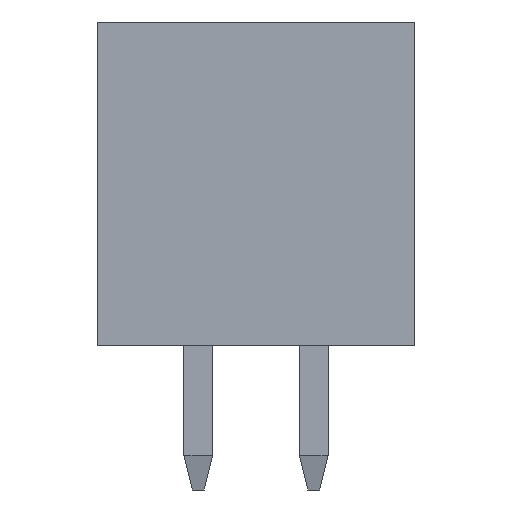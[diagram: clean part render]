
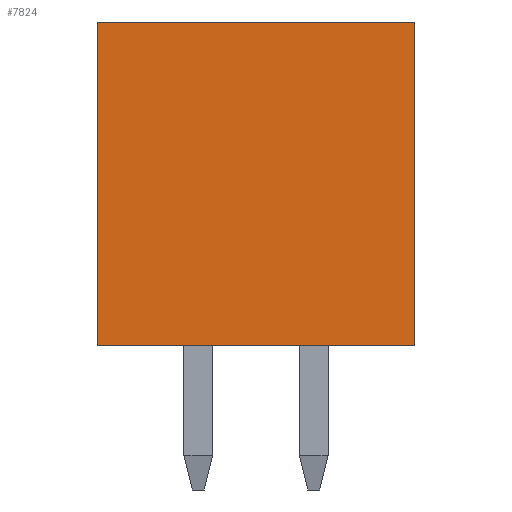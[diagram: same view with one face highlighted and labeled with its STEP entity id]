
A CAD part, left-side view. The second image highlights one B-rep face of the part: STEP entity #7824.
In plain terms, the highlighted planar face has unit normal (-1, 0, 0).
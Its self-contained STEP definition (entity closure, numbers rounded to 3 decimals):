
#1289=ORIENTED_EDGE('',*,*,#2957,.F.);
#1290=ORIENTED_EDGE('',*,*,#2439,.F.);
#1291=ORIENTED_EDGE('',*,*,#2520,.T.);
#1292=ORIENTED_EDGE('',*,*,#3180,.T.);
#2439=EDGE_CURVE('',#3543,#3544,#4275,.T.);
#2520=EDGE_CURVE('',#3543,#3623,#4356,.T.);
#2957=EDGE_CURVE('',#3544,#3961,#4793,.T.);
#3180=EDGE_CURVE('',#3623,#3961,#5016,.T.);
#3543=VERTEX_POINT('',#10569);
#3544=VERTEX_POINT('',#10571);
#3623=VERTEX_POINT('',#10731);
#3961=VERTEX_POINT('',#11573);
#4275=LINE('',#10570,#5379);
#4356=LINE('',#10732,#5460);
#4793=LINE('',#11572,#5897);
#5016=LINE('',#12017,#6120);
#5379=VECTOR('',#8572,1000.);
#5460=VECTOR('',#8655,1000.);
#5897=VECTOR('',#9224,1000.);
#6120=VECTOR('',#9593,1000.);
#6590=EDGE_LOOP('',(#1289,#1290,#1291,#1292));
#7036=FACE_BOUND('',#6590,.T.);
#7447=PLANE('',#8228);
#7824=ADVANCED_FACE('',(#7036),#7447,.T.);
#8228=AXIS2_PLACEMENT_3D('',#12025,#9598,#9599);
#8572=DIRECTION('',(0.,1.,0.));
#8655=DIRECTION('',(0.,0.,1.));
#9224=DIRECTION('',(0.,0.,1.));
#9593=DIRECTION('',(0.,1.,0.));
#9598=DIRECTION('',(-1.,0.,0.));
#9599=DIRECTION('',(0.,0.,1.));
#10569=CARTESIAN_POINT('',(-20.6,-2.75,-2.8));
#10570=CARTESIAN_POINT('',(-20.6,-2.75,-2.8));
#10571=CARTESIAN_POINT('',(-20.6,2.75,-2.8));
#10731=CARTESIAN_POINT('',(-20.6,-2.75,2.8));
#10732=CARTESIAN_POINT('',(-20.6,-2.75,-2.8));
#11572=CARTESIAN_POINT('',(-20.6,2.75,-2.8));
#11573=CARTESIAN_POINT('',(-20.6,2.75,2.8));
#12017=CARTESIAN_POINT('',(-20.6,-2.75,2.8));
#12025=CARTESIAN_POINT('',(-20.6,-2.75,-2.8));
